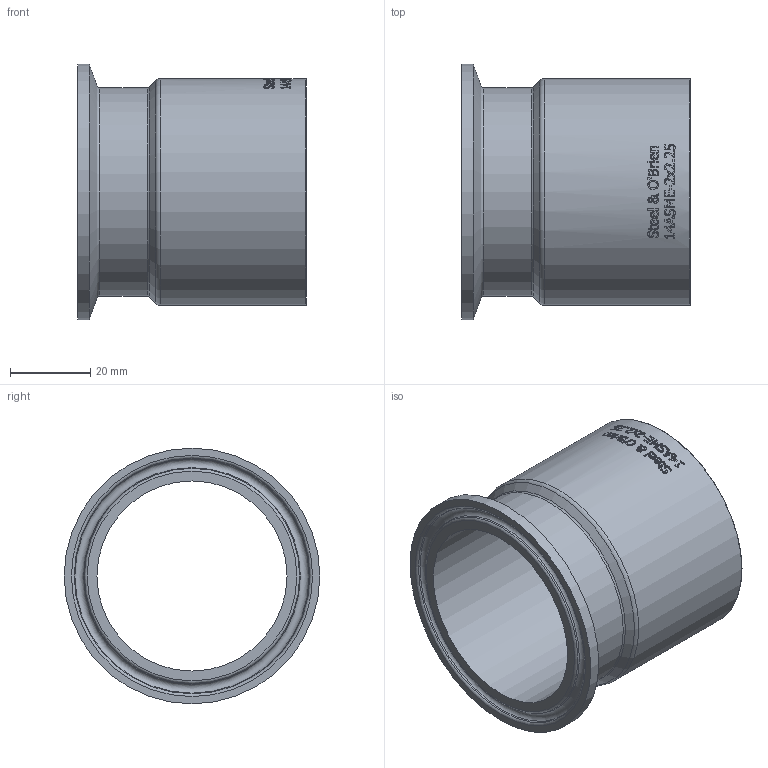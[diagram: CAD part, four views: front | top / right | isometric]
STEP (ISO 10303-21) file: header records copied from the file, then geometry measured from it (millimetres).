
FILE_DESCRIPTION(/* description */ (''),/* implementation_level */ '2;1');
FILE_NAME(/* name */ '14ASME-2X2.25.stp',/* time_stamp */ '2021-09-22T15:48:38-04:00',/* author */ ('rick'),/* organization */ (''),/* preprocessor_version */ 'ST-DEVELOPER v18',/* originating_system */ 'Autodesk Inventor 2020',/* authorisation */ '');
FILE_SCHEMA (('AUTOMOTIVE_DESIGN { 1 0 10303 214 3 1 1 }'));
Length unit declared in the file: inch
Products named in the file (1): 14ASME-2X2.25
Bounding box: 57.15 x 63.91 x 63.91 mm (x, y, z)
Volume: 38961.7 mm3; surface area: 21912.3 mm2
Topology: 1 solids, 1 shells, 427 faces, 1179 edges, 792 vertices
Faces by surface type: plane 192, bspline 182, cylinder 41, torus 8, cone 4
Full cylindrical faces by diameter (mm): 47.498 x1, 52.07 x1, 56.642 x1, 63.906 x1
Entity records: 17712 total; most frequent: CARTESIAN_POINT 7679, ORIENTED_EDGE 2358, DIRECTION 1593, EDGE_CURVE 1179, VERTEX_POINT 792, AXIS2_PLACEMENT_3D 532, LINE 529, VECTOR 529
